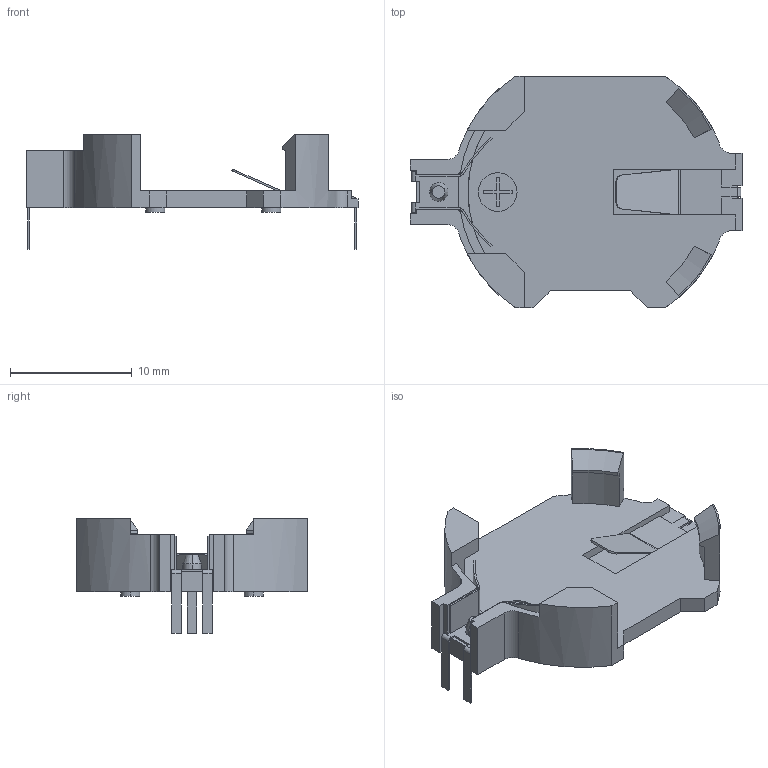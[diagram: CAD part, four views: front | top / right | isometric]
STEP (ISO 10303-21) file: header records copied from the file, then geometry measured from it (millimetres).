
FILE_DESCRIPTION(('STEP AP242'),'1');
FILE_NAME('120591-1.stp','2022-08-06T21:21:32',('TraceParts'),('TraceParts S.A.'),'Spatial InterOp 3D',' ',' ');
FILE_SCHEMA(('AP242_MANAGED_MODEL_BASED_3D_ENGINEERING_MIM_LF {1 0 10303 442 1 1 4}'));
Length unit declared in the file: millimetre
Products named in the file (1): 120591-1
Bounding box: 27.3 x 19.05 x 9.45 mm (x, y, z)
Volume: 708.2 mm3; surface area: 1382.9 mm2
Topology: 1 solids, 1 shells, 167 faces, 458 edges, 300 vertices
Faces by surface type: plane 112, cylinder 49, cone 6
Entity records: 5289 total; most frequent: CARTESIAN_POINT 926, ORIENTED_EDGE 916, DIRECTION 904, EDGE_CURVE 458, LINE 348, VECTOR 348, VERTEX_POINT 300, AXIS2_PLACEMENT_3D 278
